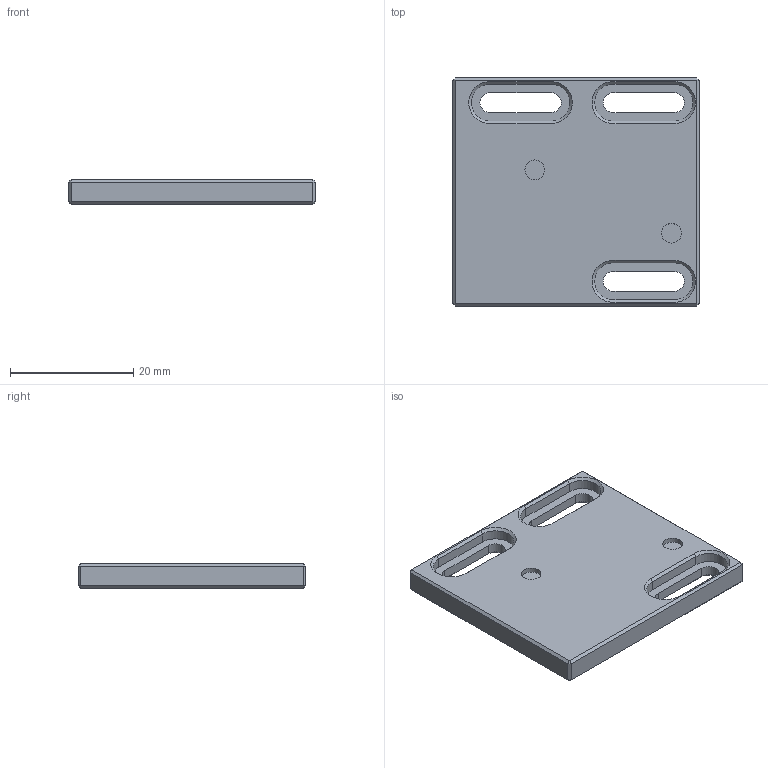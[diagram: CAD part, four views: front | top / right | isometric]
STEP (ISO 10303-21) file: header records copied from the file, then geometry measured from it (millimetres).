
FILE_DESCRIPTION(('FreeCAD Model'),'2;1');
FILE_NAME('Open CASCADE Shape Model','2021-09-02T19:10:30',('Author'),( ''),'Open CASCADE STEP processor 7.5','FreeCAD','Unknown');
FILE_SCHEMA(('AUTOMOTIVE_DESIGN { 1 0 10303 214 1 1 1 1 }'));
Length unit declared in the file: millimetre
Products named in the file (1): Y-EndSwitchMount_B
Bounding box: 40 x 37 x 4 mm (x, y, z)
Volume: 4926.7 mm3; surface area: 3774.5 mm2
Topology: 1 solids, 1 shells, 136 faces, 312 edges, 192 vertices
Faces by surface type: plane 85, extrusion 21, cylinder 16, cone 14
Full cylindrical faces by diameter (mm): 3.2 x2, 5.6 x2
Entity records: 7950 total; most frequent: CARTESIAN_POINT 1631, DIRECTION 1127, VECTOR 789, LINE 768, ORIENTED_EDGE 624, PCURVE 624, DEFINITIONAL_REPRESENTATION 624, EDGE_CURVE 312
